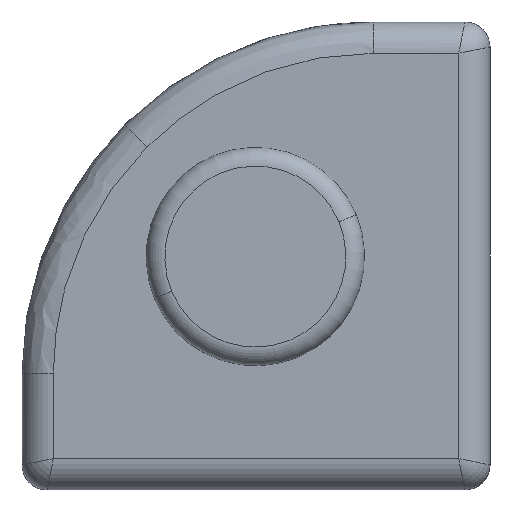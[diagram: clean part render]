
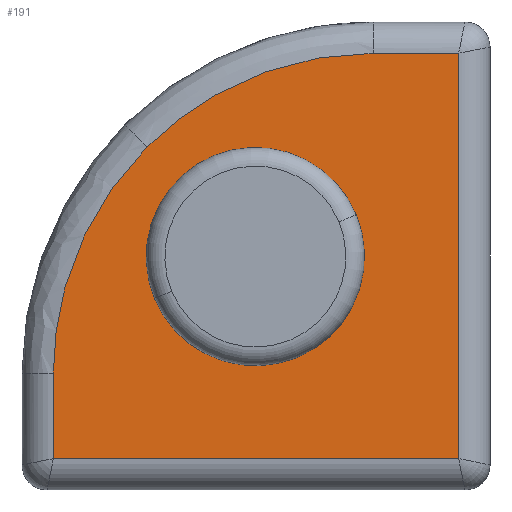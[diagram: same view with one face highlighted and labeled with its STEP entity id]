
A CAD part, top view. The second image highlights one B-rep face of the part: STEP entity #191.
In plain terms, the highlighted planar face has unit normal (0, 0, 1).
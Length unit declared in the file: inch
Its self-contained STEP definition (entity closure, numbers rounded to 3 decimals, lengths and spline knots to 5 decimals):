
#10 = EDGE_LOOP ( 'NONE', ( #84, #60 ) ) ;
#13 = EDGE_CURVE ( 'NONE', #27, #165, #1844, .T. ) ;
#19 = ORIENTED_EDGE ( 'NONE', *, *, #13, .T. ) ;
#27 = VERTEX_POINT ( 'NONE', #4574 ) ;
#32 = VERTEX_POINT ( 'NONE', #330 ) ;
#34 = EDGE_CURVE ( 'NONE', #232, #27, #1014, .T. ) ;
#37 = EDGE_CURVE ( 'NONE', #53, #32, #2667, .T. ) ;
#41 = ORIENTED_EDGE ( 'NONE', *, *, #34, .T. ) ;
#53 = VERTEX_POINT ( 'NONE', #311 ) ;
#60 = ORIENTED_EDGE ( 'NONE', *, *, #37, .F. ) ;
#62 = VERTEX_POINT ( 'NONE', #3692 ) ;
#69 = VERTEX_POINT ( 'NONE', #3867 ) ;
#73 = EDGE_CURVE ( 'NONE', #32, #53, #4529, .T. ) ;
#75 = EDGE_CURVE ( 'NONE', #69, #62, #4553, .T. ) ;
#84 = ORIENTED_EDGE ( 'NONE', *, *, #73, .F. ) ;
#165 = VERTEX_POINT ( 'NONE', #2679 ) ;
#169 = EDGE_CURVE ( 'NONE', #165, #69, #2755, .T. ) ;
#175 = ORIENTED_EDGE ( 'NONE', *, *, #169, .T. ) ;
#183 = EDGE_LOOP ( 'NONE', ( #175, #1780, #1173, #243, #41, #19 ) ) ;
#191 = ADVANCED_FACE ( 'NONE', ( #2716, #2717 ), #2718, .F. ) ;
#232 = VERTEX_POINT ( 'NONE', #3611 ) ;
#236 = EDGE_CURVE ( 'NONE', #649, #232, #3781, .T. ) ;
#243 = ORIENTED_EDGE ( 'NONE', *, *, #236, .T. ) ;
#311 = CARTESIAN_POINT ( 'NONE',  ( -0.17068, -0.00218, 0.125 ) ) ;
#330 = CARTESIAN_POINT ( 'NONE',  ( 0.16632, -0.00218, 0.125 ) ) ;
#649 = VERTEX_POINT ( 'NONE', #2784 ) ;
#847 = EDGE_CURVE ( 'NONE', #62, #649, #3733, .T. ) ;
#1014 = LINE ( 'NONE', #1015, #1016 ) ;
#1015 = CARTESIAN_POINT ( 'NONE',  ( 0.64955, 0.75, 0.125 ) ) ;
#1016 = VECTOR ( 'NONE', #1017, 39.37008 ) ;
#1017 = DIRECTION ( 'NONE',  ( 0., 1., 0. ) ) ;
#1173 = ORIENTED_EDGE ( 'NONE', *, *, #847, .T. ) ;
#1780 = ORIENTED_EDGE ( 'NONE', *, *, #75, .T. ) ;
#1844 = LINE ( 'NONE', #1845, #1846 ) ;
#1845 = CARTESIAN_POINT ( 'NONE',  ( -0.75, 0.64955, 0.125 ) ) ;
#1846 = VECTOR ( 'NONE', #1847, 39.37008 ) ;
#1847 = DIRECTION ( 'NONE',  ( -1., 0., 0. ) ) ;
#2667 = CIRCLE ( 'NONE', #2668, 0.1685 ) ;
#2668 = AXIS2_PLACEMENT_3D ( 'NONE', #2669, #2670, #2671 ) ;
#2669 = CARTESIAN_POINT ( 'NONE',  ( -0.00218, -0.00218, 0.125 ) ) ;
#2670 = DIRECTION ( 'NONE',  ( 0., 0., 1. ) ) ;
#2671 = DIRECTION ( 'NONE',  ( 1., 0., 0. ) ) ;
#2679 = CARTESIAN_POINT ( 'NONE',  ( 0.3753, 0.64955, 0.125 ) ) ;
#2716 = FACE_OUTER_BOUND ( 'NONE', #183, .T. ) ;
#2717 = FACE_BOUND ( 'NONE', #10, .T. ) ;
#2718 = PLANE ( 'NONE',  #2719 ) ;
#2719 = AXIS2_PLACEMENT_3D ( 'NONE', #2720, #2721, #2722 ) ;
#2720 = CARTESIAN_POINT ( 'NONE',  ( -0.75, 0.75, 0.125 ) ) ;
#2721 = DIRECTION ( 'NONE',  ( 0., 0., -1. ) ) ;
#2722 = DIRECTION ( 'NONE',  ( -1., 0., 0. ) ) ;
#2755 =( BOUNDED_CURVE ( )  B_SPLINE_CURVE ( 3, ( #2756, #2757, #2758, #2759 ),
 .UNSPECIFIED., .F., .T. ) 
 B_SPLINE_CURVE_WITH_KNOTS ( ( 4, 4 ),
 ( 5.49794, 6.28319 ),
 .UNSPECIFIED. ) 
 CURVE ( )  GEOMETRIC_REPRESENTATION_ITEM ( )  RATIONAL_B_SPLINE_CURVE ( ( 1., 0.949, 0.949, 1. ) ) 
 REPRESENTATION_ITEM ( '' )  );
#2756 = CARTESIAN_POINT ( 'NONE',  ( 0.3753, 0.64955, 0.125 ) ) ;
#2757 = CARTESIAN_POINT ( 'NONE',  ( 0.09983, 0.64955, 0.125 ) ) ;
#2758 = CARTESIAN_POINT ( 'NONE',  ( -0.15464, 0.54415, 0.125 ) ) ;
#2759 = CARTESIAN_POINT ( 'NONE',  ( -0.3494, 0.3494, 0.125 ) ) ;
#2784 = CARTESIAN_POINT ( 'NONE',  ( -0.64955, -0.64955, 0.125 ) ) ;
#3611 = CARTESIAN_POINT ( 'NONE',  ( 0.64955, -0.64955, 0.125 ) ) ;
#3692 = CARTESIAN_POINT ( 'NONE',  ( -0.64955, -0.3753, 0.125 ) ) ;
#3733 = LINE ( 'NONE', #3734, #3735 ) ;
#3734 = CARTESIAN_POINT ( 'NONE',  ( -0.64955, 0.75, 0.125 ) ) ;
#3735 = VECTOR ( 'NONE', #3736, 39.37008 ) ;
#3736 = DIRECTION ( 'NONE',  ( 0., -1., 0. ) ) ;
#3781 = LINE ( 'NONE', #3782, #3783 ) ;
#3782 = CARTESIAN_POINT ( 'NONE',  ( -0.75, -0.64955, 0.125 ) ) ;
#3783 = VECTOR ( 'NONE', #3784, 39.37008 ) ;
#3784 = DIRECTION ( 'NONE',  ( 1., 0., 0. ) ) ;
#3867 = CARTESIAN_POINT ( 'NONE',  ( -0.3494, 0.3494, 0.125 ) ) ;
#4529 = CIRCLE ( 'NONE', #4530, 0.1685 ) ;
#4530 = AXIS2_PLACEMENT_3D ( 'NONE', #4531, #4532, #4533 ) ;
#4531 = CARTESIAN_POINT ( 'NONE',  ( -0.00218, -0.00218, 0.125 ) ) ;
#4532 = DIRECTION ( 'NONE',  ( 0., 0., 1. ) ) ;
#4533 = DIRECTION ( 'NONE',  ( 1., 0., 0. ) ) ;
#4553 =( BOUNDED_CURVE ( )  B_SPLINE_CURVE ( 3, ( #4554, #4555, #4556, #4557 ),
 .UNSPECIFIED., .F., .F. ) 
 B_SPLINE_CURVE_WITH_KNOTS ( ( 4, 4 ),
 ( 0., 0.78525 ),
 .UNSPECIFIED. ) 
 CURVE ( )  GEOMETRIC_REPRESENTATION_ITEM ( )  RATIONAL_B_SPLINE_CURVE ( ( 1., 0.949, 0.949, 1. ) ) 
 REPRESENTATION_ITEM ( '' )  );
#4554 = CARTESIAN_POINT ( 'NONE',  ( -0.3494, 0.3494, 0.125 ) ) ;
#4555 = CARTESIAN_POINT ( 'NONE',  ( -0.54415, 0.15464, 0.125 ) ) ;
#4556 = CARTESIAN_POINT ( 'NONE',  ( -0.64955, -0.09983, 0.125 ) ) ;
#4557 = CARTESIAN_POINT ( 'NONE',  ( -0.64955, -0.3753, 0.125 ) ) ;
#4574 = CARTESIAN_POINT ( 'NONE',  ( 0.64955, 0.64955, 0.125 ) ) ;
